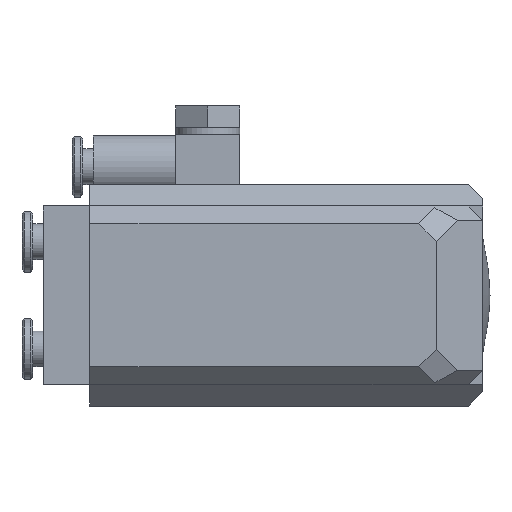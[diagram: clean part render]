
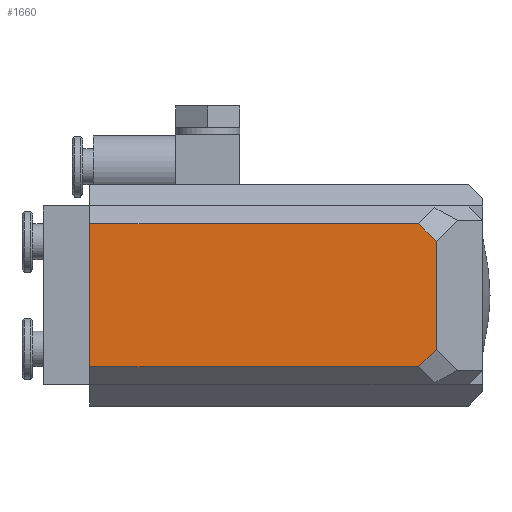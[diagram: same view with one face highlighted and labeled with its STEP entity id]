
A CAD part, front view. The second image highlights one B-rep face of the part: STEP entity #1660.
In plain terms, the highlighted planar face has unit normal (0.018, -1, 0).
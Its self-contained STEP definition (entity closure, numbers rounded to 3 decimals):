
#123=LINE('',#2626,#291);
#126=LINE('',#2631,#294);
#127=LINE('',#2633,#295);
#128=LINE('',#2635,#296);
#129=LINE('',#2637,#297);
#130=LINE('',#2638,#298);
#291=VECTOR('',#2123,3.475);
#294=VECTOR('',#2128,15.13);
#295=VECTOR('',#2129,3.475);
#296=VECTOR('',#2130,46.029);
#297=VECTOR('',#2131,20.);
#298=VECTOR('',#2132,46.029);
#404=PLANE('',#1789);
#532=FACE_OUTER_BOUND('',#644,.T.);
#644=EDGE_LOOP('',(#1356,#1357,#1358,#1359,#1360,#1361));
#845=VERTEX_POINT('',#2624);
#846=VERTEX_POINT('',#2625);
#847=VERTEX_POINT('',#2630);
#848=VERTEX_POINT('',#2632);
#849=VERTEX_POINT('',#2634);
#850=VERTEX_POINT('',#2636);
#1031=EDGE_CURVE('',#845,#846,#123,.T.);
#1034=EDGE_CURVE('',#845,#847,#126,.T.);
#1035=EDGE_CURVE('',#848,#847,#127,.T.);
#1036=EDGE_CURVE('',#849,#848,#128,.T.);
#1037=EDGE_CURVE('',#850,#849,#129,.T.);
#1038=EDGE_CURVE('',#846,#850,#130,.T.);
#1356=ORIENTED_EDGE('',*,*,#1031,.F.);
#1357=ORIENTED_EDGE('',*,*,#1034,.T.);
#1358=ORIENTED_EDGE('',*,*,#1035,.F.);
#1359=ORIENTED_EDGE('',*,*,#1036,.F.);
#1360=ORIENTED_EDGE('',*,*,#1037,.F.);
#1361=ORIENTED_EDGE('',*,*,#1038,.F.);
#1660=ADVANCED_FACE('',(#532),#404,.T.);
#1789=AXIS2_PLACEMENT_3D('',#2629,#2126,#2127);
#2123=DIRECTION('',(-0.713,-0.012,-0.701));
#2126=DIRECTION('center_axis',(0.017,-1.,0.));
#2127=DIRECTION('ref_axis',(0.,0.,-1.));
#2128=DIRECTION('',(0.,0.,1.));
#2129=DIRECTION('',(0.713,0.012,-0.701));
#2130=DIRECTION('',(1.,0.017,0.));
#2131=DIRECTION('',(0.,0.,1.));
#2132=DIRECTION('',(-1.,-0.017,0.));
#2624=CARTESIAN_POINT('',(-6.5,-56.653,-7.565));
#2625=CARTESIAN_POINT('',(-8.978,-56.697,-10.));
#2626=CARTESIAN_POINT('',(-5.261,-56.632,-6.347));
#2629=CARTESIAN_POINT('Origin',(-6.5,-56.653,0.));
#2630=CARTESIAN_POINT('',(-6.5,-56.653,7.565));
#2631=CARTESIAN_POINT('',(-6.5,-56.653,0.));
#2632=CARTESIAN_POINT('',(-8.978,-56.697,10.));
#2633=CARTESIAN_POINT('',(-5.259,-56.632,6.345));
#2634=CARTESIAN_POINT('',(-55.,-57.5,10.));
#2635=CARTESIAN_POINT('',(-29.869,-57.061,10.));
#2636=CARTESIAN_POINT('',(-55.,-57.5,-10.));
#2637=CARTESIAN_POINT('',(-55.,-57.5,0.));
#2638=CARTESIAN_POINT('',(-30.786,-57.077,-10.));
